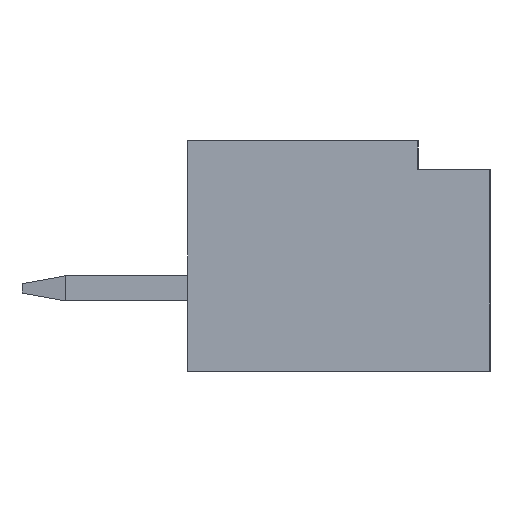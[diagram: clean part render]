
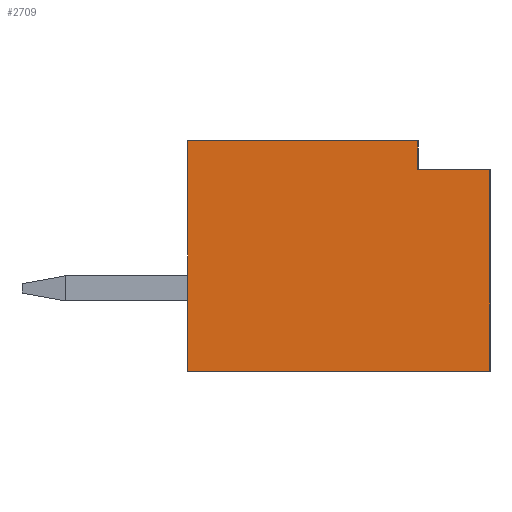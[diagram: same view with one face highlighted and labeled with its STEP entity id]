
A CAD part, left-side view. The second image highlights one B-rep face of the part: STEP entity #2709.
In plain terms, the highlighted planar face has unit normal (-1, 0, 0).
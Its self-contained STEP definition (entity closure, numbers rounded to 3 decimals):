
#47=FACE_OUTER_BOUND('',#209,.T.);
#209=EDGE_LOOP('',(#1843,#1844,#1845,#1846,#1847,#1848));
#407=LINE('',#3835,#789);
#419=LINE('',#3860,#801);
#434=LINE('',#3891,#816);
#435=LINE('',#3892,#817);
#436=LINE('',#3893,#818);
#437=LINE('',#3894,#819);
#789=VECTOR('',#3089,1.);
#801=VECTOR('',#3103,1.);
#816=VECTOR('',#3122,1.);
#817=VECTOR('',#3123,1.);
#818=VECTOR('',#3124,1.);
#819=VECTOR('',#3125,1.);
#1175=VERTEX_POINT('',#3833);
#1176=VERTEX_POINT('',#3834);
#1187=VERTEX_POINT('',#3858);
#1188=VERTEX_POINT('',#3859);
#1201=VERTEX_POINT('',#3889);
#1202=VERTEX_POINT('',#3890);
#1425=EDGE_CURVE('',#1175,#1176,#407,.T.);
#1437=EDGE_CURVE('',#1187,#1188,#419,.T.);
#1452=EDGE_CURVE('',#1201,#1202,#434,.T.);
#1453=EDGE_CURVE('',#1202,#1188,#435,.T.);
#1454=EDGE_CURVE('',#1187,#1175,#436,.T.);
#1455=EDGE_CURVE('',#1201,#1176,#437,.T.);
#1843=ORIENTED_EDGE('',*,*,#1452,.T.);
#1844=ORIENTED_EDGE('',*,*,#1453,.T.);
#1845=ORIENTED_EDGE('',*,*,#1437,.F.);
#1846=ORIENTED_EDGE('',*,*,#1454,.T.);
#1847=ORIENTED_EDGE('',*,*,#1425,.T.);
#1848=ORIENTED_EDGE('',*,*,#1455,.F.);
#2559=PLANE('',#2882);
#2709=ADVANCED_FACE('',(#47),#2559,.F.);
#2882=AXIS2_PLACEMENT_3D('',#3888,#3120,#3121);
#3089=DIRECTION('',(0.,-1.,0.));
#3103=DIRECTION('',(0.,-1.,0.));
#3120=DIRECTION('center_axis',(1.,0.,0.));
#3121=DIRECTION('ref_axis',(0.,0.,-1.));
#3122=DIRECTION('',(0.,1.,0.));
#3123=DIRECTION('',(0.,0.,1.));
#3124=DIRECTION('',(0.,0.,-1.));
#3125=DIRECTION('',(0.,0.,-1.));
#3833=CARTESIAN_POINT('',(-4.625,5.2,0.));
#3834=CARTESIAN_POINT('',(-4.625,1.,0.));
#3835=CARTESIAN_POINT('',(-4.625,5.2,0.));
#3858=CARTESIAN_POINT('',(-4.625,5.2,3.2));
#3859=CARTESIAN_POINT('',(-4.625,2.,3.2));
#3860=CARTESIAN_POINT('',(-4.625,5.2,3.2));
#3888=CARTESIAN_POINT('Origin',(-4.625,5.2,3.2));
#3889=CARTESIAN_POINT('',(-4.625,1.,2.8));
#3890=CARTESIAN_POINT('',(-4.625,2.,2.8));
#3891=CARTESIAN_POINT('',(-4.625,1.,2.8));
#3892=CARTESIAN_POINT('',(-4.625,2.,2.8));
#3893=CARTESIAN_POINT('',(-4.625,5.2,3.2));
#3894=CARTESIAN_POINT('',(-4.625,1.,3.2));
